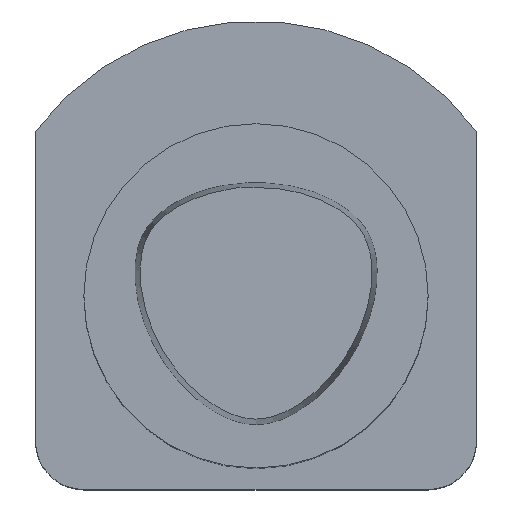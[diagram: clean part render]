
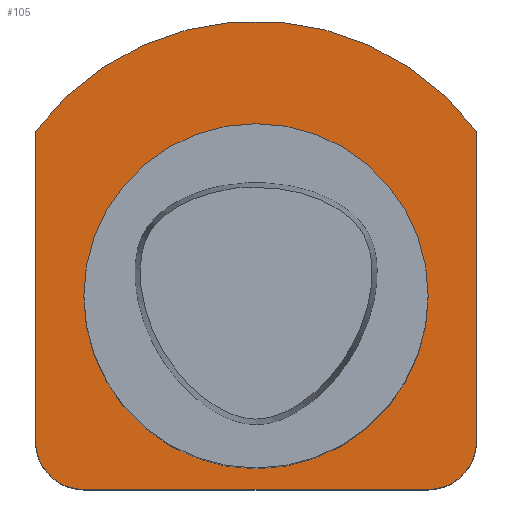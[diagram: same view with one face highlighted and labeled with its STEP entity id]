
A CAD part, top view. The second image highlights one B-rep face of the part: STEP entity #105.
In plain terms, the highlighted planar face has unit normal (0, 0, 1).
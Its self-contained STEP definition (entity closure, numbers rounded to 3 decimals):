
#76=EDGE_CURVE('240[2]',#213,#214,#215,.T.);
#97=EDGE_CURVE('240[2]',#246,#246,#247,.T.);
#105=ADVANCED_FACE('240[2]',(#257,#258),#259,.F.);
#109=EDGE_CURVE('240[2]',#264,#265,#266,.T.);
#139=EDGE_CURVE('240[2]',#265,#296,#306,.T.);
#152=EDGE_CURVE('240[2]',#275,#264,#323,.T.);
#154=EDGE_CURVE('240[2]',#296,#213,#325,.T.);
#186=EDGE_CURVE('240[2]',#214,#275,#365,.T.);
#213=VERTEX_POINT('',#384);
#214=VERTEX_POINT('',#385);
#215=CIRCLE('',#386,7.0);
#246=VERTEX_POINT('',#523);
#247=CIRCLE('',#524,24.99);
#257=FACE_OUTER_BOUND('',#538,.T.);
#258=FACE_BOUND('',#539,.T.);
#259=PLANE('',#540);
#264=VERTEX_POINT('',#548);
#265=VERTEX_POINT('',#549);
#266=LINE('',#550,#551);
#275=VERTEX_POINT('',#564);
#296=VERTEX_POINT('',#598);
#306=CIRCLE('',#615,7.0);
#323=CIRCLE('',#638,40.0);
#325=LINE('',#641,#642);
#365=LINE('',#1132,#1133);
#384=CARTESIAN_POINT('',(-25.0,-28.0,-65.0));
#385=CARTESIAN_POINT('',(-32.0,-21.0,-65.0));
#386=AXIS2_PLACEMENT_3D('',#1151,#1152,#1153);
#523=CARTESIAN_POINT('',(24.99,0.,-65.0));
#524=AXIS2_PLACEMENT_3D('',#1178,#1179,#1180);
#538=EDGE_LOOP('',(#1191,#1192,#1193,#1194,#1195,#1196));
#539=EDGE_LOOP('',(#1197));
#540=AXIS2_PLACEMENT_3D('',#1198,#1199,#1200);
#548=CARTESIAN_POINT('',(32.0,24.0,-65.0));
#549=CARTESIAN_POINT('',(32.0,-21.0,-65.0));
#550=CARTESIAN_POINT('',(32.0,22.627,-65.0));
#551=VECTOR('',#1202,1.0);
#564=CARTESIAN_POINT('',(-32.0,24.0,-65.0));
#598=CARTESIAN_POINT('',(25.0,-28.0,-65.0));
#615=AXIS2_PLACEMENT_3D('',#1232,#1233,#1234);
#638=AXIS2_PLACEMENT_3D('',#1258,#1259,#1260);
#641=CARTESIAN_POINT('',(25.0,-28.0,-65.0));
#642=VECTOR('',#1261,1.0);
#1132=CARTESIAN_POINT('',(-32.0,22.627,-65.));
#1133=VECTOR('',#1315,1.0);
#1151=CARTESIAN_POINT('',(-25.0,-21.0,-65.0));
#1152=DIRECTION('',(0.,0.,-1.0));
#1153=DIRECTION('',(0.,1.0,0.));
#1178=CARTESIAN_POINT('',(0.,0.,-65.0));
#1179=DIRECTION('',(0.,0.,-1.0));
#1180=DIRECTION('',(1.0,0.,0.));
#1191=ORIENTED_EDGE('',*,*,#186,.F.);
#1192=ORIENTED_EDGE('',*,*,#76,.F.);
#1193=ORIENTED_EDGE('',*,*,#154,.F.);
#1194=ORIENTED_EDGE('',*,*,#139,.F.);
#1195=ORIENTED_EDGE('',*,*,#109,.F.);
#1196=ORIENTED_EDGE('',*,*,#152,.F.);
#1197=ORIENTED_EDGE('',*,*,#97,.T.);
#1198=CARTESIAN_POINT('',(29.95,-25.95,-65.0));
#1199=DIRECTION('',(0.,0.,-1.0));
#1200=DIRECTION('',(0.0,-1.0,0.));
#1202=DIRECTION('',(0.,-1.0,0.));
#1232=CARTESIAN_POINT('',(25.0,-21.0,-65.0));
#1233=DIRECTION('',(0.,0.,-1.0));
#1234=DIRECTION('',(0.,1.0,0.));
#1258=CARTESIAN_POINT('',(0.,0.,-65.0));
#1259=DIRECTION('',(0.,0.,-1.0));
#1260=DIRECTION('',(0.,1.0,0.));
#1261=DIRECTION('',(-1.0,0.,0.));
#1315=DIRECTION('',(0.,1.0,0.));
